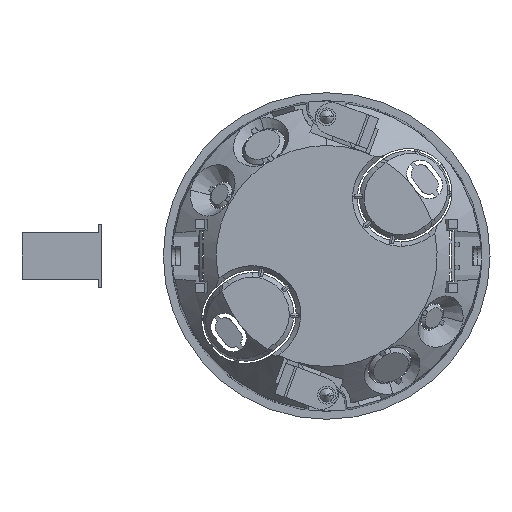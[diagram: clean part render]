
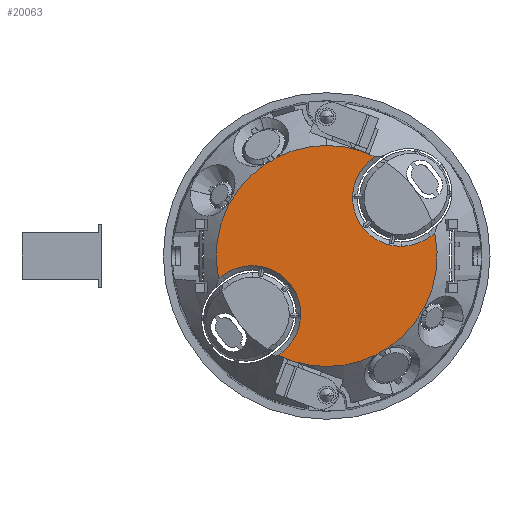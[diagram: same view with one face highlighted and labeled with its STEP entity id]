
A CAD part, front view. The second image highlights one B-rep face of the part: STEP entity #20063.
In plain terms, the highlighted planar face has unit normal (0, -1, 0).
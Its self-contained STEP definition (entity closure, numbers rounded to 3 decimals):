
#105 = EDGE_CURVE ( 'NONE', #9332, #18089, #5653, .T. ) ;
#554 = VECTOR ( 'NONE', #5769, 1000. ) ;
#804 = AXIS2_PLACEMENT_3D ( 'NONE', #14242, #4648, #15842 ) ;
#860 = DIRECTION ( 'NONE',  ( 0., 0., -1. ) ) ;
#1231 = EDGE_CURVE ( 'NONE', #18097, #5070, #9112, .T. ) ;
#1264 = CARTESIAN_POINT ( 'NONE',  ( 0., 0., 0. ) ) ;
#1675 = CARTESIAN_POINT ( 'NONE',  ( -10.696, 0., 21.429 ) ) ;
#1732 = EDGE_CURVE ( 'NONE', #18627, #3277, #12227, .T. ) ;
#1952 = CARTESIAN_POINT ( 'NONE',  ( 11.459, 0., -20.819 ) ) ;
#1986 = AXIS2_PLACEMENT_3D ( 'NONE', #4964, #16167, #6562 ) ;
#2269 = CIRCLE ( 'NONE', #804, 23.95 ) ;
#2452 = CARTESIAN_POINT ( 'NONE',  ( 16.115, 0., 2.09 ) ) ;
#2526 = CARTESIAN_POINT ( 'NONE',  ( -13.21, 0., 19.978 ) ) ;
#2588 = LINE ( 'NONE', #8264, #10152 ) ;
#2887 = DIRECTION ( 'NONE',  ( 0., 0., -1. ) ) ;
#2942 = DIRECTION ( 'NONE',  ( 0., 0., -1. ) ) ;
#2950 = ORIENTED_EDGE ( 'NONE', *, *, #14492, .T. ) ;
#3277 = VERTEX_POINT ( 'NONE', #17841 ) ;
#3311 = ORIENTED_EDGE ( 'NONE', *, *, #10730, .T. ) ;
#3566 = CARTESIAN_POINT ( 'NONE',  ( 12.296, 0., -20.334 ) ) ;
#3616 = EDGE_CURVE ( 'NONE', #18089, #16840, #17697, .T. ) ;
#3746 = AXIS2_PLACEMENT_3D ( 'NONE', #1264, #12509, #2887 ) ;
#3966 = EDGE_CURVE ( 'NONE', #6835, #15392, #10440, .T. ) ;
#4492 = CARTESIAN_POINT ( 'NONE',  ( 8.408, 0., 19.893 ) ) ;
#4517 = CARTESIAN_POINT ( 'NONE',  ( 9.65, 0., 20.864 ) ) ;
#4648 = DIRECTION ( 'NONE',  ( 0., -1., 0. ) ) ;
#4779 = CARTESIAN_POINT ( 'NONE',  ( -11.459, 0., 20.819 ) ) ;
#4964 = CARTESIAN_POINT ( 'NONE',  ( 0., 0., 0. ) ) ;
#5070 = VERTEX_POINT ( 'NONE', #5562 ) ;
#5174 = DIRECTION ( 'NONE',  ( 0., -1., 0. ) ) ;
#5181 = DIRECTION ( 'NONE',  ( 0., 1., 0. ) ) ;
#5513 = CARTESIAN_POINT ( 'NONE',  ( 23.427, 0., 4.978 ) ) ;
#5556 = CIRCLE ( 'NONE', #10512, 10.5 ) ;
#5562 = CARTESIAN_POINT ( 'NONE',  ( 22.579, 0., 4.316 ) ) ;
#5653 = CIRCLE ( 'NONE', #11094, 23.95 ) ;
#5769 = DIRECTION ( 'NONE',  ( -0.788, 0., -0.616 ) ) ;
#5885 = EDGE_CURVE ( 'NONE', #3277, #10103, #16650, .T. ) ;
#6011 = VERTEX_POINT ( 'NONE', #10354 ) ;
#6360 = CIRCLE ( 'NONE', #1986, 23.95 ) ;
#6562 = DIRECTION ( 'NONE',  ( 0., 0., -1. ) ) ;
#6759 = CARTESIAN_POINT ( 'NONE',  ( 16.115, 0., 12.59 ) ) ;
#6835 = VERTEX_POINT ( 'NONE', #2452 ) ;
#7152 = ORIENTED_EDGE ( 'NONE', *, *, #1231, .T. ) ;
#7432 = AXIS2_PLACEMENT_3D ( 'NONE', #12495, #12561, #2942 ) ;
#7769 = CARTESIAN_POINT ( 'NONE',  ( 0., 0., 0. ) ) ;
#7805 = ORIENTED_EDGE ( 'NONE', *, *, #10612, .T. ) ;
#8058 = LINE ( 'NONE', #4492, #11308 ) ;
#8264 = CARTESIAN_POINT ( 'NONE',  ( 21.336, 0., 3.345 ) ) ;
#8266 = CARTESIAN_POINT ( 'NONE',  ( -16.115, 0., -12.59 ) ) ;
#8372 = DIRECTION ( 'NONE',  ( 0., 0., -1. ) ) ;
#8383 = CARTESIAN_POINT ( 'NONE',  ( 8.408, 0., 19.893 ) ) ;
#8475 = B_SPLINE_CURVE_WITH_KNOTS ( 'NONE', 3,
 ( #13186, #1952, #3566, #14796 ),
 .UNSPECIFIED., .F., .F.,
 ( 4, 4 ),
 ( 0.005, 0.008 ),
 .UNSPECIFIED. ) ;
#8732 = AXIS2_PLACEMENT_3D ( 'NONE', #14773, #5181, #16373 ) ;
#9095 = AXIS2_PLACEMENT_3D ( 'NONE', #14766, #5174, #16369 ) ;
#9112 = LINE ( 'NONE', #15556, #554 ) ;
#9332 = VERTEX_POINT ( 'NONE', #18009 ) ;
#9334 = PLANE ( 'NONE',  #7432 ) ;
#9901 = DIRECTION ( 'NONE',  ( 0., 0., -1. ) ) ;
#10011 = DIRECTION ( 'NONE',  ( 0.788, 0., 0.616 ) ) ;
#10103 = VERTEX_POINT ( 'NONE', #11053 ) ;
#10152 = VECTOR ( 'NONE', #19452, 1000. ) ;
#10354 = CARTESIAN_POINT ( 'NONE',  ( 13.21, 0., -19.978 ) ) ;
#10440 = CIRCLE ( 'NONE', #8732, 10.5 ) ;
#10512 = AXIS2_PLACEMENT_3D ( 'NONE', #6759, #17969, #8372 ) ;
#10612 = EDGE_CURVE ( 'NONE', #16840, #18627, #14368, .T. ) ;
#10652 = ORIENTED_EDGE ( 'NONE', *, *, #18432, .T. ) ;
#10730 = EDGE_CURVE ( 'NONE', #10103, #16838, #10747, .T. ) ;
#10747 = CIRCLE ( 'NONE', #20363, 10.5 ) ;
#10802 = EDGE_LOOP ( 'NONE', ( #20396, #7152, #10652, #18557, #17240, #19136, #16405, #7805, #14869, #18499, #3311, #2950, #14038, #13658 ) ) ;
#11053 = CARTESIAN_POINT ( 'NONE',  ( -22.579, 0., -4.316 ) ) ;
#11094 = AXIS2_PLACEMENT_3D ( 'NONE', #7769, #19500, #860 ) ;
#11229 = CARTESIAN_POINT ( 'NONE',  ( -13.21, 0., 19.978 ) ) ;
#11308 = VECTOR ( 'NONE', #18909, 1000. ) ;
#12227 = CIRCLE ( 'NONE', #9095, 23.95 ) ;
#12495 = CARTESIAN_POINT ( 'NONE',  ( 23.95, 0., 0. ) ) ;
#12509 = DIRECTION ( 'NONE',  ( 0., -1., 0. ) ) ;
#12561 = DIRECTION ( 'NONE',  ( 0., -1., 0. ) ) ;
#13186 = CARTESIAN_POINT ( 'NONE',  ( 10.696, 0., -21.429 ) ) ;
#13658 = ORIENTED_EDGE ( 'NONE', *, *, #15986, .T. ) ;
#14038 = ORIENTED_EDGE ( 'NONE', *, *, #15049, .T. ) ;
#14083 = VERTEX_POINT ( 'NONE', #16565 ) ;
#14242 = CARTESIAN_POINT ( 'NONE',  ( 0., 0., 0. ) ) ;
#14368 = B_SPLINE_CURVE_WITH_KNOTS ( 'NONE', 3,
 ( #15983, #4779, #20771, #11229 ),
 .UNSPECIFIED., .F., .F.,
 ( 4, 4 ),
 ( 0.005, 0.008 ),
 .UNSPECIFIED. ) ;
#14492 = EDGE_CURVE ( 'NONE', #16838, #14083, #2588, .T. ) ;
#14766 = CARTESIAN_POINT ( 'NONE',  ( 0., 0., 0. ) ) ;
#14773 = CARTESIAN_POINT ( 'NONE',  ( 16.115, 0., 12.59 ) ) ;
#14796 = CARTESIAN_POINT ( 'NONE',  ( 13.21, 0., -19.978 ) ) ;
#14869 = ORIENTED_EDGE ( 'NONE', *, *, #1732, .T. ) ;
#15049 = EDGE_CURVE ( 'NONE', #14083, #19476, #6360, .T. ) ;
#15392 = VERTEX_POINT ( 'NONE', #4517 ) ;
#15556 = CARTESIAN_POINT ( 'NONE',  ( 21.336, 0., 3.345 ) ) ;
#15842 = DIRECTION ( 'NONE',  ( 0., 0., -1. ) ) ;
#15845 = CARTESIAN_POINT ( 'NONE',  ( -9.65, 0., -20.864 ) ) ;
#15983 = CARTESIAN_POINT ( 'NONE',  ( -10.696, 0., 21.429 ) ) ;
#15986 = EDGE_CURVE ( 'NONE', #19476, #6011, #8475, .T. ) ;
#16167 = DIRECTION ( 'NONE',  ( 0., -1., 0. ) ) ;
#16369 = DIRECTION ( 'NONE',  ( 0., 0., -1. ) ) ;
#16373 = DIRECTION ( 'NONE',  ( 0., 0., -1. ) ) ;
#16405 = ORIENTED_EDGE ( 'NONE', *, *, #3616, .T. ) ;
#16565 = CARTESIAN_POINT ( 'NONE',  ( -10.498, 0., -21.527 ) ) ;
#16650 = LINE ( 'NONE', #8383, #20364 ) ;
#16673 = CARTESIAN_POINT ( 'NONE',  ( 10.696, 0., -21.429 ) ) ;
#16838 = VERTEX_POINT ( 'NONE', #15845 ) ;
#16840 = VERTEX_POINT ( 'NONE', #1675 ) ;
#17240 = ORIENTED_EDGE ( 'NONE', *, *, #18230, .T. ) ;
#17697 = CIRCLE ( 'NONE', #3746, 23.95 ) ;
#17841 = CARTESIAN_POINT ( 'NONE',  ( -23.427, 0., -4.978 ) ) ;
#17969 = DIRECTION ( 'NONE',  ( 0., 1., 0. ) ) ;
#18009 = CARTESIAN_POINT ( 'NONE',  ( 10.498, 0., 21.527 ) ) ;
#18089 = VERTEX_POINT ( 'NONE', #18240 ) ;
#18097 = VERTEX_POINT ( 'NONE', #5513 ) ;
#18230 = EDGE_CURVE ( 'NONE', #15392, #9332, #8058, .T. ) ;
#18240 = CARTESIAN_POINT ( 'NONE',  ( 0., 0., 23.95 ) ) ;
#18291 = EDGE_CURVE ( 'NONE', #6011, #18097, #2269, .T. ) ;
#18432 = EDGE_CURVE ( 'NONE', #5070, #6835, #5556, .T. ) ;
#18499 = ORIENTED_EDGE ( 'NONE', *, *, #5885, .T. ) ;
#18557 = ORIENTED_EDGE ( 'NONE', *, *, #3966, .T. ) ;
#18627 = VERTEX_POINT ( 'NONE', #2526 ) ;
#18909 = DIRECTION ( 'NONE',  ( 0.788, 0., 0.616 ) ) ;
#18991 = FACE_OUTER_BOUND ( 'NONE', #10802, .T. ) ;
#19136 = ORIENTED_EDGE ( 'NONE', *, *, #105, .T. ) ;
#19452 = DIRECTION ( 'NONE',  ( -0.788, 0., -0.616 ) ) ;
#19456 = DIRECTION ( 'NONE',  ( 0., 1., 0. ) ) ;
#19476 = VERTEX_POINT ( 'NONE', #16673 ) ;
#19500 = DIRECTION ( 'NONE',  ( 0., -1., 0. ) ) ;
#20063 = ADVANCED_FACE ( 'NONE', ( #18991 ), #9334, .T. ) ;
#20363 = AXIS2_PLACEMENT_3D ( 'NONE', #8266, #19456, #9901 ) ;
#20364 = VECTOR ( 'NONE', #10011, 1000. ) ;
#20396 = ORIENTED_EDGE ( 'NONE', *, *, #18291, .T. ) ;
#20771 = CARTESIAN_POINT ( 'NONE',  ( -12.296, 0., 20.334 ) ) ;
